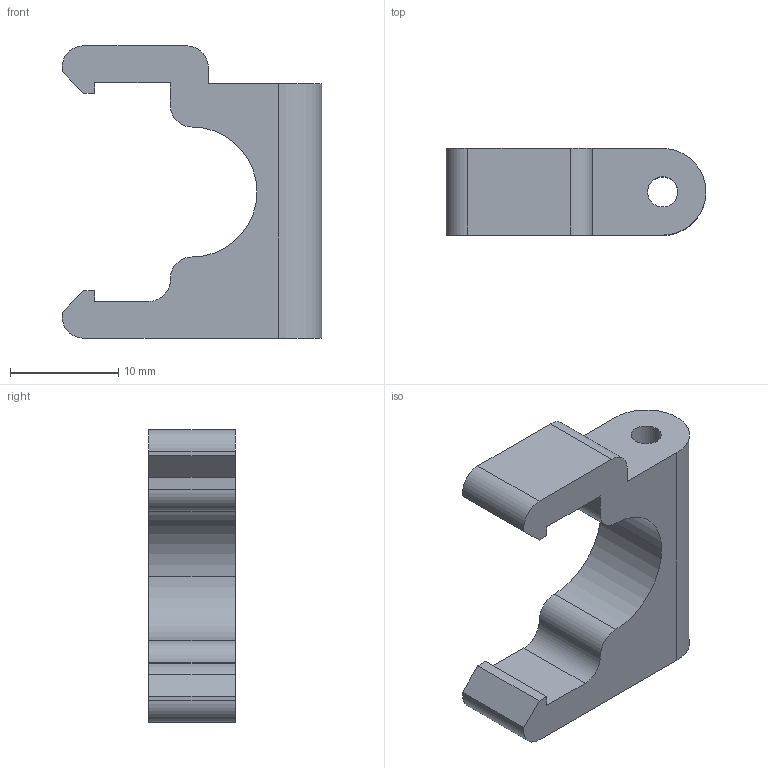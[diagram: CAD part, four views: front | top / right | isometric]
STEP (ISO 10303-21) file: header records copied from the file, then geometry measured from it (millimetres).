
FILE_DESCRIPTION(('FreeCAD Model'),'2;1');
FILE_NAME('board-holder-clip-x3.step', '2021-06-11T09:04:22',('Author'),(''), 'Open CASCADE STEP processor 7.3','FreeCAD','Unknown');
FILE_SCHEMA(('AUTOMOTIVE_DESIGN { 1 0 10303 214 1 1 1 1 }'));
Length unit declared in the file: millimetre
Products named in the file (1): boardholder+wireclip-02
Bounding box: 24 x 8 x 27 mm (x, y, z)
Volume: 2312.1 mm3; surface area: 1789.4 mm2
Topology: 1 solids, 1 shells, 32 faces, 89 edges, 58 vertices
Faces by surface type: plane 21, cylinder 10, bspline 1
Full cylindrical faces by diameter (mm): 2.8 x1
Entity records: 2541 total; most frequent: CARTESIAN_POINT 640, DIRECTION 282, ORIENTED_EDGE 178, PCURVE 178, DEFINITIONAL_REPRESENTATION 178, LINE 162, VECTOR 162, EDGE_CURVE 89
